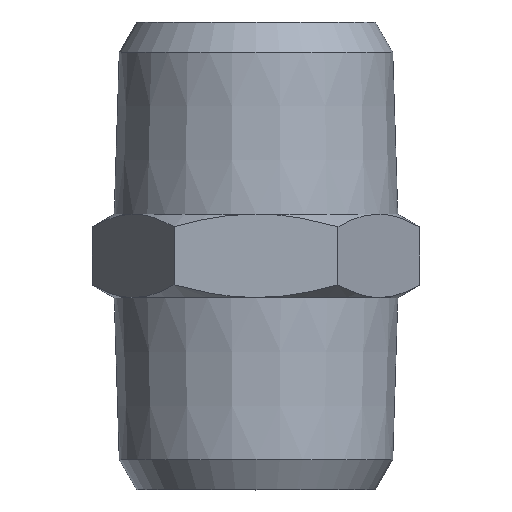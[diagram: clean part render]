
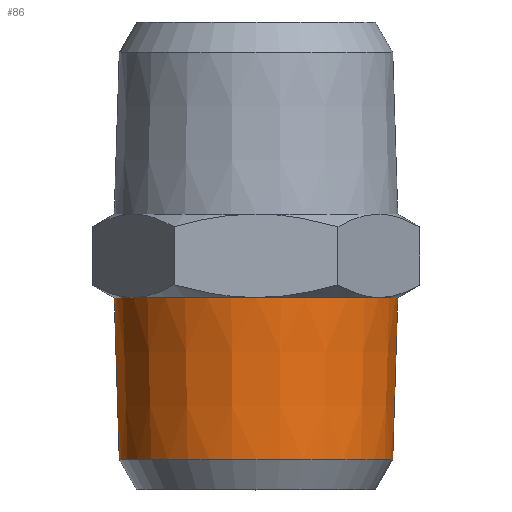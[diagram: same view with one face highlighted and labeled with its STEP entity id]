
A CAD part, top view. The second image highlights one B-rep face of the part: STEP entity #86.
In plain terms, the highlighted conical face has half-angle 1.79 degrees and reference radius 8.49 mm.
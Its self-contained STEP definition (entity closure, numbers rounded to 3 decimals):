
#86 = ADVANCED_FACE( 'NONE', ( #128, #129 ), #130, .T. );
#128 = FACE_OUTER_BOUND( '', #197, .T. );
#129 = FACE_BOUND( '', #198, .T. );
#130 = CONICAL_SURFACE( '', #199, 8.49, 0.031 );
#197 = EDGE_LOOP( '', ( #323 ) );
#198 = EDGE_LOOP( '', ( #324 ) );
#199 = AXIS2_PLACEMENT_3D( '', #325, #326, #327 );
#323 = ORIENTED_EDGE( '', *, *, #469, .T. );
#324 = ORIENTED_EDGE( '', *, *, #470, .F. );
#325 = CARTESIAN_POINT( '', ( 0., 11.5, 0. ) );
#326 = DIRECTION( '', ( 0., 1., 0. ) );
#327 = DIRECTION( '', ( -1., 0., 0. ) );
#469 = EDGE_CURVE( 'NONE', #546, #546, #547, .T. );
#470 = EDGE_CURVE( 'NONE', #548, #548, #549, .T. );
#546 = VERTEX_POINT( '', #726 );
#547 = CIRCLE( '', #727, 8.49 );
#548 = VERTEX_POINT( '', #728 );
#549 = CIRCLE( '', #729, 8.187 );
#726 = CARTESIAN_POINT( '', ( 8.49, 11.5, 0. ) );
#727 = AXIS2_PLACEMENT_3D( '', #787, #788, #789 );
#728 = CARTESIAN_POINT( '', ( 8.187, 1.8, 0. ) );
#729 = AXIS2_PLACEMENT_3D( '', #790, #791, #792 );
#787 = CARTESIAN_POINT( '', ( 0., 11.5, 0. ) );
#788 = DIRECTION( '', ( 0., -1., 0. ) );
#789 = DIRECTION( '', ( 1., 0., 0. ) );
#790 = CARTESIAN_POINT( '', ( 0., 1.8, 0. ) );
#791 = DIRECTION( '', ( 0., -1., 0. ) );
#792 = DIRECTION( '', ( 1., 0., 0. ) );
